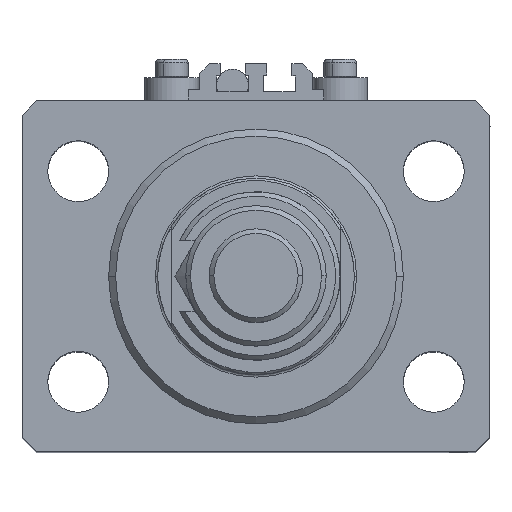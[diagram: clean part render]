
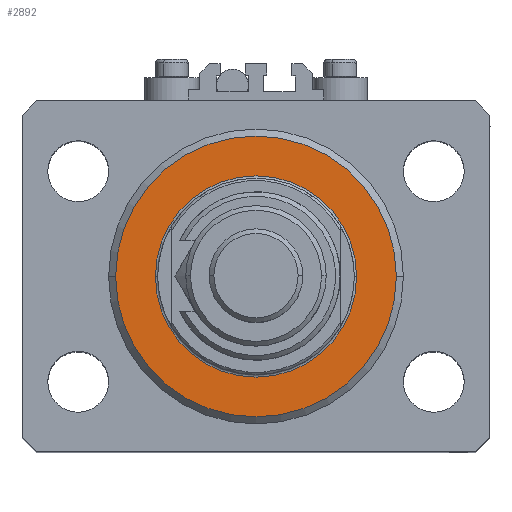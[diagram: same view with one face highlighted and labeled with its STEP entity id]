
A CAD part, top view. The second image highlights one B-rep face of the part: STEP entity #2892.
In plain terms, the highlighted face is planar.
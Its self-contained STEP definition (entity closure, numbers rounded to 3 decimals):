
#309 = EDGE_CURVE ( 'NONE', #4180, #3619, #29717, .T. ) ;
#1869 = AXIS2_PLACEMENT_3D ( 'NONE', #22673, #4114, #23434 ) ;
#2892 = ADVANCED_FACE ( 'NONE', ( #46121, #11339 ), #27051, .F. ) ;
#3619 = VERTEX_POINT ( 'NONE', #18158 ) ;
#3662 = CIRCLE ( 'NONE', #39864, 30. ) ;
#4114 = DIRECTION ( 'NONE',  ( 0., 0., 1. ) ) ;
#4180 = VERTEX_POINT ( 'NONE', #8288 ) ;
#4418 = DIRECTION ( 'NONE',  ( 0., 0., 1. ) ) ;
#4778 = DIRECTION ( 'NONE',  ( 0., 0., -1. ) ) ;
#4819 = ORIENTED_EDGE ( 'NONE', *, *, #37187, .T. ) ;
#7502 = AXIS2_PLACEMENT_3D ( 'NONE', #40211, #4418, #31982 ) ;
#8288 = CARTESIAN_POINT ( 'NONE',  ( -21.5, 0., 0. ) ) ;
#9349 = ORIENTED_EDGE ( 'NONE', *, *, #11785, .T. ) ;
#9833 = DIRECTION ( 'NONE',  ( 1., 0., 0. ) ) ;
#11339 = FACE_OUTER_BOUND ( 'NONE', #13391, .T. ) ;
#11785 = EDGE_CURVE ( 'NONE', #48387, #44693, #3662, .T. ) ;
#13391 = EDGE_LOOP ( 'NONE', ( #9349, #4819 ) ) ;
#13979 = DIRECTION ( 'NONE',  ( 1., 0., 0. ) ) ;
#14737 = CIRCLE ( 'NONE', #26283, 21.5 ) ;
#14972 = DIRECTION ( 'NONE',  ( 0., 0., -1. ) ) ;
#17095 = CIRCLE ( 'NONE', #40089, 30. ) ;
#18158 = CARTESIAN_POINT ( 'NONE',  ( 21.5, 0., 0. ) ) ;
#22673 = CARTESIAN_POINT ( 'NONE',  ( 0., 0., 0. ) ) ;
#23434 = DIRECTION ( 'NONE',  ( 1., 0., 0. ) ) ;
#26283 = AXIS2_PLACEMENT_3D ( 'NONE', #37387, #45137, #9833 ) ;
#27051 = PLANE ( 'NONE',  #1869 ) ;
#27473 = DIRECTION ( 'NONE',  ( 1., 0., 0. ) ) ;
#28340 = CARTESIAN_POINT ( 'NONE',  ( 30., 0., 0. ) ) ;
#29717 = CIRCLE ( 'NONE', #7502, 21.5 ) ;
#31982 = DIRECTION ( 'NONE',  ( 1., 0., 0. ) ) ;
#33369 = ORIENTED_EDGE ( 'NONE', *, *, #309, .T. ) ;
#33900 = ORIENTED_EDGE ( 'NONE', *, *, #40929, .T. ) ;
#35948 = CARTESIAN_POINT ( 'NONE',  ( 0., 0., 0. ) ) ;
#37187 = EDGE_CURVE ( 'NONE', #44693, #48387, #17095, .T. ) ;
#37387 = CARTESIAN_POINT ( 'NONE',  ( 0., 0., 0. ) ) ;
#38318 = CARTESIAN_POINT ( 'NONE',  ( -30., 0., 0. ) ) ;
#39864 = AXIS2_PLACEMENT_3D ( 'NONE', #35948, #4778, #27473 ) ;
#40089 = AXIS2_PLACEMENT_3D ( 'NONE', #45903, #14972, #13979 ) ;
#40211 = CARTESIAN_POINT ( 'NONE',  ( 0., 0., 0. ) ) ;
#40929 = EDGE_CURVE ( 'NONE', #3619, #4180, #14737, .T. ) ;
#44693 = VERTEX_POINT ( 'NONE', #38318 ) ;
#45137 = DIRECTION ( 'NONE',  ( 0., 0., 1. ) ) ;
#45903 = CARTESIAN_POINT ( 'NONE',  ( 0., 0., 0. ) ) ;
#46121 = FACE_BOUND ( 'NONE', #50651, .T. ) ;
#48387 = VERTEX_POINT ( 'NONE', #28340 ) ;
#50651 = EDGE_LOOP ( 'NONE', ( #33900, #33369 ) ) ;
